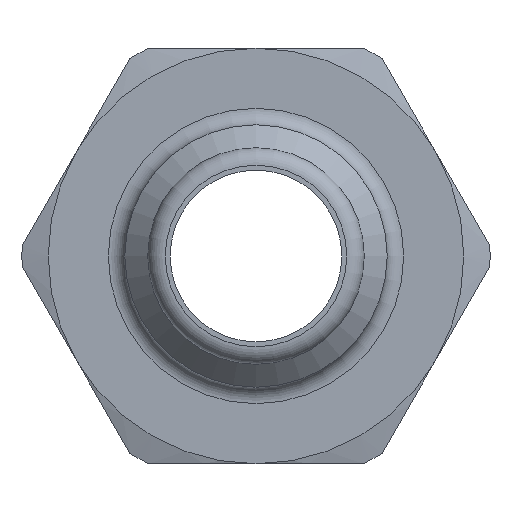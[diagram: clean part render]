
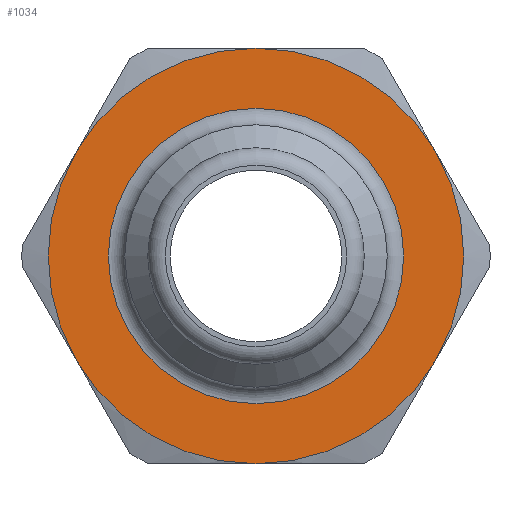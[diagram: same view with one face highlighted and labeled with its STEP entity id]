
A CAD part, left-side view. The second image highlights one B-rep face of the part: STEP entity #1034.
In plain terms, the highlighted planar face has unit normal (-1, 0, 0).
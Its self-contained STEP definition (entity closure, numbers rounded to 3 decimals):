
#75=CARTESIAN_POINT('',(20.0,8.227,4.75));
#76=VERTEX_POINT('',#75);
#159=CARTESIAN_POINT('',(20.0,8.227,-4.75));
#160=VERTEX_POINT('',#159);
#243=CARTESIAN_POINT('',(20.0,0.,-9.5));
#244=VERTEX_POINT('',#243);
#327=CARTESIAN_POINT('',(20.0,-8.227,-4.75));
#328=VERTEX_POINT('',#327);
#411=CARTESIAN_POINT('',(20.0,-8.227,4.75));
#412=VERTEX_POINT('',#411);
#772=CARTESIAN_POINT('',(20.0,0.,9.5));
#773=VERTEX_POINT('',#772);
#774=CARTESIAN_POINT('',(20.0,0.,0.0));
#775=DIRECTION('',(1.0,0.0,0.0));
#776=DIRECTION('',(0.0,1.0,0.0));
#777=AXIS2_PLACEMENT_3D('',#774,#775,#776);
#778=CIRCLE('',#777,9.5);
#779=EDGE_CURVE('',#76,#773,#778,.T.);
#818=CARTESIAN_POINT('',(20.0,0.,0.0));
#819=DIRECTION('',(1.0,0.0,0.0));
#820=DIRECTION('',(0.0,1.0,0.0));
#821=AXIS2_PLACEMENT_3D('',#818,#819,#820);
#822=CIRCLE('',#821,9.5);
#823=EDGE_CURVE('',#773,#412,#822,.T.);
#836=CARTESIAN_POINT('',(20.0,0.,0.0));
#837=DIRECTION('',(1.0,0.0,0.0));
#838=DIRECTION('',(0.0,1.0,0.0));
#839=AXIS2_PLACEMENT_3D('',#836,#837,#838);
#840=CIRCLE('',#839,9.5);
#841=EDGE_CURVE('',#412,#328,#840,.T.);
#854=CARTESIAN_POINT('',(20.0,0.,0.0));
#855=DIRECTION('',(1.0,0.0,0.0));
#856=DIRECTION('',(0.0,1.0,0.0));
#857=AXIS2_PLACEMENT_3D('',#854,#855,#856);
#858=CIRCLE('',#857,9.5);
#859=EDGE_CURVE('',#328,#244,#858,.T.);
#872=CARTESIAN_POINT('',(20.0,0.,0.0));
#873=DIRECTION('',(1.0,0.0,0.0));
#874=DIRECTION('',(0.0,1.0,0.0));
#875=AXIS2_PLACEMENT_3D('',#872,#873,#874);
#876=CIRCLE('',#875,9.5);
#877=EDGE_CURVE('',#244,#160,#876,.T.);
#980=CARTESIAN_POINT('',(20.0,6.75,0.));
#981=VERTEX_POINT('',#980);
#982=CARTESIAN_POINT('',(20.0,0.,0.0));
#983=DIRECTION('',(-1.0,0.0,0.0));
#984=DIRECTION('',(0.0,-1.0,0.0));
#985=AXIS2_PLACEMENT_3D('',#982,#983,#984);
#986=CIRCLE('',#985,6.75);
#987=EDGE_CURVE('',#981,#981,#986,.T.);
#1012=CARTESIAN_POINT('',(20.0,7.75,0.0));
#1013=DIRECTION('',(-1.0,0.0,0.0));
#1014=DIRECTION('',(0.0,0.0,1.0));
#1015=AXIS2_PLACEMENT_3D('',#1012,#1013,#1014);
#1016=PLANE('',#1015);
#1017=ORIENTED_EDGE('',*,*,#823,.F.);
#1018=ORIENTED_EDGE('',*,*,#779,.F.);
#1019=CARTESIAN_POINT('',(20.0,0.,0.0));
#1020=DIRECTION('',(1.0,0.0,0.0));
#1021=DIRECTION('',(0.0,1.0,0.0));
#1022=AXIS2_PLACEMENT_3D('',#1019,#1020,#1021);
#1023=CIRCLE('',#1022,9.5);
#1024=EDGE_CURVE('',#160,#76,#1023,.T.);
#1025=ORIENTED_EDGE('',*,*,#1024,.F.);
#1026=ORIENTED_EDGE('',*,*,#877,.F.);
#1027=ORIENTED_EDGE('',*,*,#859,.F.);
#1028=ORIENTED_EDGE('',*,*,#841,.F.);
#1029=EDGE_LOOP('',(#1017,#1018,#1025,#1026,#1027,#1028));
#1030=FACE_OUTER_BOUND('',#1029,.T.);
#1031=ORIENTED_EDGE('',*,*,#987,.F.);
#1032=EDGE_LOOP('',(#1031));
#1033=FACE_BOUND('',#1032,.T.);
#1034=ADVANCED_FACE('',(#1030,#1033),#1016,.T.);
